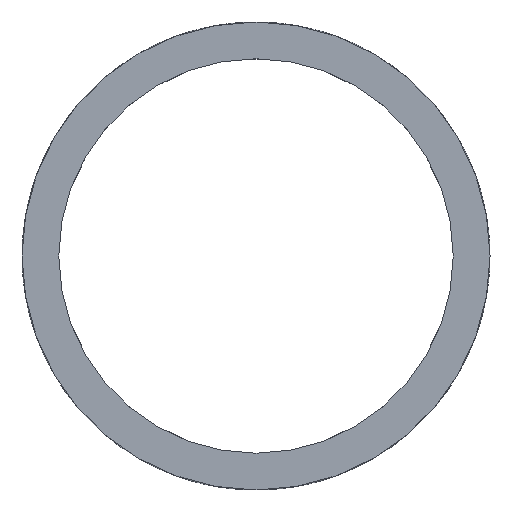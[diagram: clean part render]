
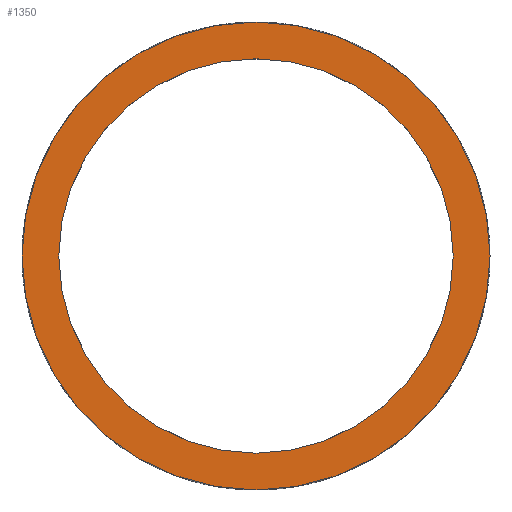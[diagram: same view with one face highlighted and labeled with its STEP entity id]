
A CAD part, top view. The second image highlights one B-rep face of the part: STEP entity #1350.
In plain terms, the highlighted planar face has unit normal (0, 0, 1).
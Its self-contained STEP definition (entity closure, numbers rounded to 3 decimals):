
#34 = AXIS2_PLACEMENT_3D ( 'NONE', #3208, #3080, #3815 ) ;
#107 = EDGE_CURVE ( 'NONE', #2206, #3201, #2333, .T. ) ;
#156 = DIRECTION ( 'NONE',  ( 1., 0., 0. ) ) ;
#173 = EDGE_CURVE ( 'NONE', #3201, #2206, #1453, .T. ) ;
#331 = EDGE_CURVE ( 'NONE', #2375, #401, #574, .T. ) ;
#348 = DIRECTION ( 'NONE',  ( 1., 0., 0. ) ) ;
#358 = DIRECTION ( 'NONE',  ( 0., 0., 1. ) ) ;
#401 = VERTEX_POINT ( 'NONE', #2387 ) ;
#574 = CIRCLE ( 'NONE', #2179, 37.497 ) ;
#725 = DIRECTION ( 'NONE',  ( 0., 0., 1. ) ) ;
#753 = DIRECTION ( 'NONE',  ( 0., 0., 1. ) ) ;
#922 = PLANE ( 'NONE',  #1591 ) ;
#987 = DIRECTION ( 'NONE',  ( 0., 0., 1. ) ) ;
#1133 = CARTESIAN_POINT ( 'NONE',  ( -38.1, 38.1, 9.3 ) ) ;
#1158 = EDGE_LOOP ( 'NONE', ( #4085, #2121 ) ) ;
#1239 = ORIENTED_EDGE ( 'NONE', *, *, #3500, .T. ) ;
#1350 = ADVANCED_FACE ( 'NONE', ( #4304, #3376 ), #922, .T. ) ;
#1440 = CIRCLE ( 'NONE', #34, 37.497 ) ;
#1453 = CIRCLE ( 'NONE', #2288, 31.6 ) ;
#1485 = CARTESIAN_POINT ( 'NONE',  ( -6.5, 38.1, 9.3 ) ) ;
#1542 = DIRECTION ( 'NONE',  ( 1., 0., 0. ) ) ;
#1591 = AXIS2_PLACEMENT_3D ( 'NONE', #2738, #753, #1542 ) ;
#1601 = ORIENTED_EDGE ( 'NONE', *, *, #331, .T. ) ;
#2121 = ORIENTED_EDGE ( 'NONE', *, *, #107, .F. ) ;
#2179 = AXIS2_PLACEMENT_3D ( 'NONE', #4254, #987, #156 ) ;
#2206 = VERTEX_POINT ( 'NONE', #1485 ) ;
#2288 = AXIS2_PLACEMENT_3D ( 'NONE', #2295, #725, #2406 ) ;
#2295 = CARTESIAN_POINT ( 'NONE',  ( -38.1, 38.1, 9.3 ) ) ;
#2332 = AXIS2_PLACEMENT_3D ( 'NONE', #1133, #358, #348 ) ;
#2333 = CIRCLE ( 'NONE', #2332, 31.6 ) ;
#2375 = VERTEX_POINT ( 'NONE', #3960 ) ;
#2387 = CARTESIAN_POINT ( 'NONE',  ( -0.603, 38.1, 9.3 ) ) ;
#2406 = DIRECTION ( 'NONE',  ( 1., 0., 0. ) ) ;
#2738 = CARTESIAN_POINT ( 'NONE',  ( -38.1, 38.1, 9.3 ) ) ;
#3080 = DIRECTION ( 'NONE',  ( 0., 0., 1. ) ) ;
#3201 = VERTEX_POINT ( 'NONE', #4410 ) ;
#3208 = CARTESIAN_POINT ( 'NONE',  ( -38.1, 38.1, 9.3 ) ) ;
#3376 = FACE_BOUND ( 'NONE', #1158, .T. ) ;
#3500 = EDGE_CURVE ( 'NONE', #401, #2375, #1440, .T. ) ;
#3815 = DIRECTION ( 'NONE',  ( 1., 0., 0. ) ) ;
#3960 = CARTESIAN_POINT ( 'NONE',  ( -75.597, 38.1, 9.3 ) ) ;
#4000 = EDGE_LOOP ( 'NONE', ( #1601, #1239 ) ) ;
#4085 = ORIENTED_EDGE ( 'NONE', *, *, #173, .F. ) ;
#4254 = CARTESIAN_POINT ( 'NONE',  ( -38.1, 38.1, 9.3 ) ) ;
#4304 = FACE_OUTER_BOUND ( 'NONE', #4000, .T. ) ;
#4410 = CARTESIAN_POINT ( 'NONE',  ( -69.7, 38.1, 9.3 ) ) ;
